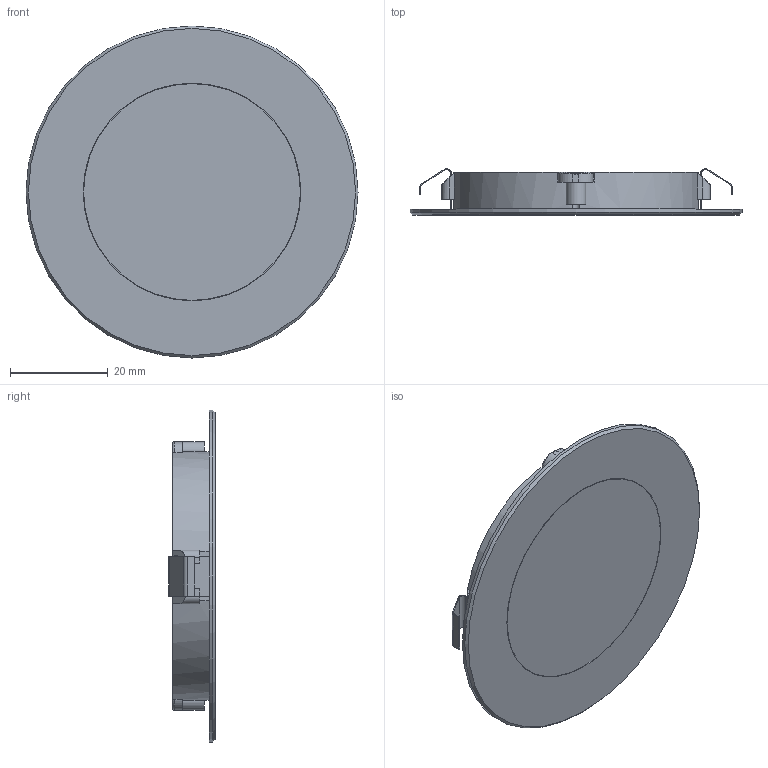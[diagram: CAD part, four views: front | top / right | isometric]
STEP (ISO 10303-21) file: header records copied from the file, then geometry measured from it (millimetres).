
FILE_DESCRIPTION(/* description */ ('Unknown'),/* implementation_level */ '2;1');
FILE_NAME(/* name */ 'ATOM',/* time_stamp */ '2023-11-21T10:42:05+01:00',/* author */ ('Unknown'),/* organization */ ('Unknown'),/* preprocessor_version */ 'ST-DEVELOPER v18.102',/* originating_system */ 'Solid Edge',/* authorisation */ 'Unknown');
FILE_SCHEMA (('AUTOMOTIVE_DESIGN {1 0 10303 214 3 1 1}'));
Length unit declared in the file: millimetre
Products named in the file (6): Atom; Corpo Atom; Schermo frontale Atom; Copertura Atom; Vite Atom; 3175116B
Assembly tree (7 placements, depth 2):
  Atom
    Corpo Atom
    Schermo frontale Atom
    Copertura Atom
    Vite Atom  x2
    3175116B  x2
Bounding box: 68 x 9.5 x 68 mm (x, y, z)
Volume: 9295.4 mm3; surface area: 17119.3 mm2
Topology: 7 solids, 7 shells, 223 faces, 611 edges, 404 vertices
Faces by surface type: plane 121, cylinder 73, bspline 11, torus 9, cone 7, sphere 2
Full cylindrical faces by diameter (mm): 1.2 x12, 1.6 x2, 2 x2, 3.6 x2, 3.9 x2, 44.4 x1, 44.6 x1, 47.8 x1, 48.2 x1, 68 x1
Entity records: 6344 total; most frequent: CARTESIAN_POINT 1876, ORIENTED_EDGE 898, DIRECTION 887, EDGE_CURVE 449, AXIS2_PLACEMENT_3D 317, VERTEX_POINT 306, LINE 253, VECTOR 253
